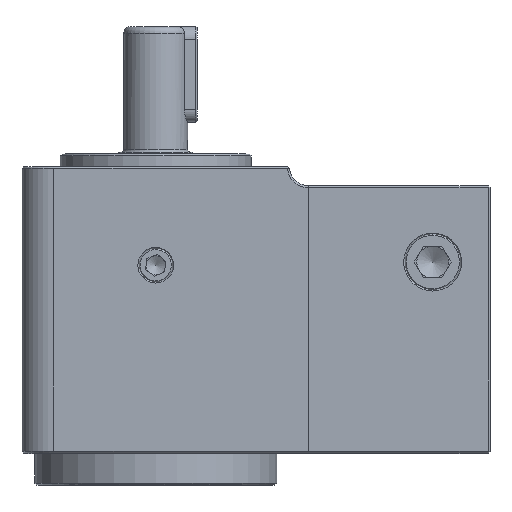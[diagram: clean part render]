
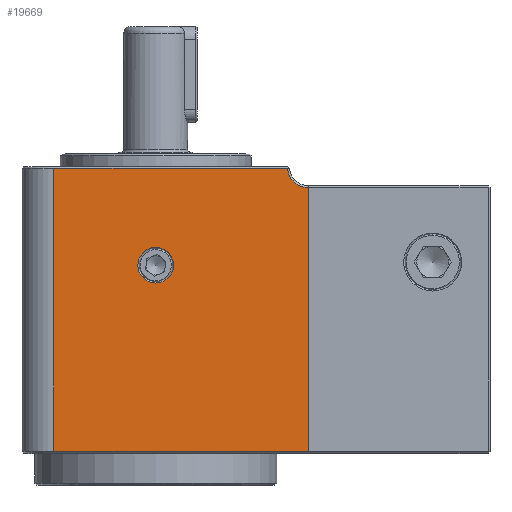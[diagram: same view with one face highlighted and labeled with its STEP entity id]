
A CAD part, top view. The second image highlights one B-rep face of the part: STEP entity #19669.
In plain terms, the highlighted planar face has unit normal (0, 0, 1).
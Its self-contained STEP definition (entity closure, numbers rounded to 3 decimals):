
#87 = EDGE_CURVE ( 'NONE', #28928, #1265, #23322, .T. ) ;
#1265 = VERTEX_POINT ( 'NONE', #19331 ) ;
#2231 = CIRCLE ( 'NONE', #6031, 2.8 ) ;
#2673 = EDGE_LOOP ( 'NONE', ( #15133 ) ) ;
#3449 = AXIS2_PLACEMENT_3D ( 'NONE', #15024, #15014, #14992 ) ;
#3564 = EDGE_CURVE ( 'NONE', #11118, #11118, #2231, .T. ) ;
#3604 = DIRECTION ( 'NONE',  ( 1., 0., 0. ) ) ;
#3633 = CARTESIAN_POINT ( 'NONE',  ( 24., -20.7, 21. ) ) ;
#3660 = LINE ( 'NONE', #3633, #26190 ) ;
#5708 = CARTESIAN_POINT ( 'NONE',  ( 24., -20.7, 21. ) ) ;
#6031 = AXIS2_PLACEMENT_3D ( 'NONE', #8470, #8438, #8433 ) ;
#8433 = DIRECTION ( 'NONE',  ( -1., 0., 0. ) ) ;
#8438 = DIRECTION ( 'NONE',  ( 0., 0., -1. ) ) ;
#8470 = CARTESIAN_POINT ( 'NONE',  ( 0., 8.5, 21. ) ) ;
#8726 = EDGE_CURVE ( 'NONE', #1265, #29322, #23833, .T. ) ;
#8897 = CARTESIAN_POINT ( 'NONE',  ( -16., -20.7, 21. ) ) ;
#10614 = DIRECTION ( 'NONE',  ( 0., -1., 0. ) ) ;
#10654 = CARTESIAN_POINT ( 'NONE',  ( -16., 21., 21. ) ) ;
#10674 = LINE ( 'NONE', #10654, #24902 ) ;
#11072 = VERTEX_POINT ( 'NONE', #8897 ) ;
#11073 = CARTESIAN_POINT ( 'NONE',  ( -2.8, 8.5, 21. ) ) ;
#11118 = VERTEX_POINT ( 'NONE', #11073 ) ;
#11618 = ORIENTED_EDGE ( 'NONE', *, *, #18350, .T. ) ;
#12127 = DIRECTION ( 'NONE',  ( 0., -1., 0. ) ) ;
#12170 = CARTESIAN_POINT ( 'NONE',  ( 24., -21., 21. ) ) ;
#12197 = LINE ( 'NONE', #12170, #12556 ) ;
#12556 = VECTOR ( 'NONE', #12127, 1000. ) ;
#13563 = VECTOR ( 'NONE', #23749, 1000. ) ;
#13756 = EDGE_CURVE ( 'NONE', #29322, #11072, #10674, .T. ) ;
#14864 = CARTESIAN_POINT ( 'NONE',  ( -16., 23.7, 21. ) ) ;
#14992 = DIRECTION ( 'NONE',  ( -1., 0., 0. ) ) ;
#15014 = DIRECTION ( 'NONE',  ( 0., 0., -1. ) ) ;
#15024 = CARTESIAN_POINT ( 'NONE',  ( -21., 21., 21. ) ) ;
#15084 = PLANE ( 'NONE',  #3449 ) ;
#15089 = FACE_OUTER_BOUND ( 'NONE', #15413, .T. ) ;
#15127 = FACE_BOUND ( 'NONE', #2673, .T. ) ;
#15133 = ORIENTED_EDGE ( 'NONE', *, *, #3564, .T. ) ;
#15413 = EDGE_LOOP ( 'NONE', ( #15982, #11618, #16066, #17053, #17179 ) ) ;
#15982 = ORIENTED_EDGE ( 'NONE', *, *, #13756, .T. ) ;
#16066 = ORIENTED_EDGE ( 'NONE', *, *, #21618, .F. ) ;
#17053 = ORIENTED_EDGE ( 'NONE', *, *, #87, .T. ) ;
#17179 = ORIENTED_EDGE ( 'NONE', *, *, #8726, .T. ) ;
#17618 = CARTESIAN_POINT ( 'NONE',  ( 24., 24., 21. ) ) ;
#18103 = DIRECTION ( 'NONE',  ( -1., 0., 0. ) ) ;
#18137 = DIRECTION ( 'NONE',  ( 0., 0., -1. ) ) ;
#18350 = EDGE_CURVE ( 'NONE', #11072, #24129, #3660, .T. ) ;
#19068 = CARTESIAN_POINT ( 'NONE',  ( 24., 20.681, 21. ) ) ;
#19331 = CARTESIAN_POINT ( 'NONE',  ( 20.695, 23.7, 21. ) ) ;
#19669 = ADVANCED_FACE ( 'NONE', ( #15127, #15089 ), #15084, .F. ) ;
#20995 = AXIS2_PLACEMENT_3D ( 'NONE', #17618, #18137, #18103 ) ;
#21618 = EDGE_CURVE ( 'NONE', #28928, #24129, #12197, .T. ) ;
#23322 = CIRCLE ( 'NONE', #20995, 3.319 ) ;
#23749 = DIRECTION ( 'NONE',  ( -1., 0., 0. ) ) ;
#23818 = CARTESIAN_POINT ( 'NONE',  ( -16., 23.7, 21. ) ) ;
#23833 = LINE ( 'NONE', #23818, #13563 ) ;
#24129 = VERTEX_POINT ( 'NONE', #5708 ) ;
#24902 = VECTOR ( 'NONE', #10614, 1000. ) ;
#26190 = VECTOR ( 'NONE', #3604, 1000. ) ;
#28928 = VERTEX_POINT ( 'NONE', #19068 ) ;
#29322 = VERTEX_POINT ( 'NONE', #14864 ) ;
